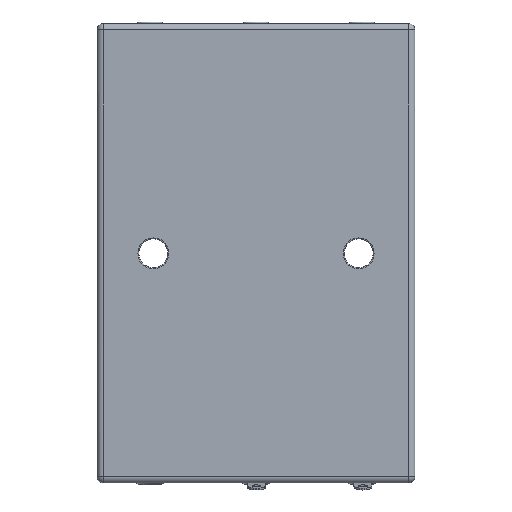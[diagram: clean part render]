
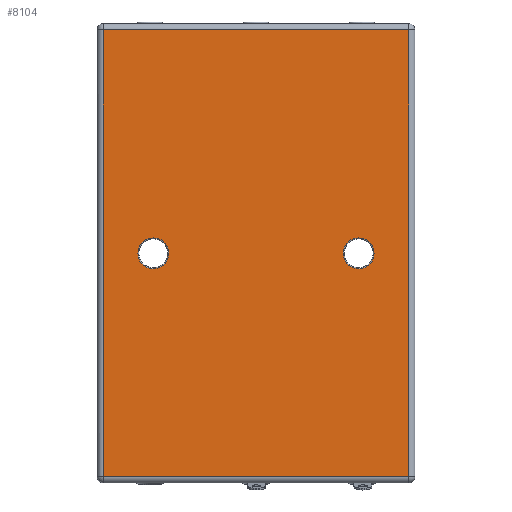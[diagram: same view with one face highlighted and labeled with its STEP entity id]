
A CAD part, front view. The second image highlights one B-rep face of the part: STEP entity #8104.
In plain terms, the highlighted planar face has unit normal (0, -1, 0).
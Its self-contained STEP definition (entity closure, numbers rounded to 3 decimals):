
#8039=CARTESIAN_POINT('',(9.884,0.0,26.0));
#8040=VERTEX_POINT('',#8039);
#8041=CARTESIAN_POINT('',(11.625,0.0,26.0));
#8042=DIRECTION('',(0.0,-1.0,0.0));
#8043=DIRECTION('',(1.0,0.0,0.0));
#8044=AXIS2_PLACEMENT_3D('',#8041,#8042,#8043);
#8045=CIRCLE('',#8044,1.741);
#8046=EDGE_CURVE('',#8040,#8040,#8045,.T.);
#8051=CARTESIAN_POINT('',(0.0,0.0,0.0));
#8052=DIRECTION('',(0.0,-1.0,0.0));
#8053=DIRECTION('',(0.0,0.0,-1.0));
#8054=AXIS2_PLACEMENT_3D('',#8051,#8052,#8053);
#8055=PLANE('',#8054);
#8056=CARTESIAN_POINT('',(17.3,0.0,0.7));
#8057=VERTEX_POINT('',#8056);
#8058=CARTESIAN_POINT('',(-17.3,0.0,0.7));
#8059=VERTEX_POINT('',#8058);
#8060=CARTESIAN_POINT('',(17.3,0.0,0.7));
#8061=DIRECTION('',(-1.0,0.0,0.0));
#8062=VECTOR('',#8061,34.6);
#8063=LINE('',#8060,#8062);
#8064=EDGE_CURVE('',#8057,#8059,#8063,.T.);
#8065=ORIENTED_EDGE('',*,*,#8064,.F.);
#8066=CARTESIAN_POINT('',(17.3,0.0,51.3));
#8067=VERTEX_POINT('',#8066);
#8068=CARTESIAN_POINT('',(17.3,0.0,51.3));
#8069=DIRECTION('',(0.0,0.0,-1.0));
#8070=VECTOR('',#8069,50.6);
#8071=LINE('',#8068,#8070);
#8072=EDGE_CURVE('',#8067,#8057,#8071,.T.);
#8073=ORIENTED_EDGE('',*,*,#8072,.F.);
#8074=CARTESIAN_POINT('',(-17.3,0.0,51.3));
#8075=VERTEX_POINT('',#8074);
#8076=CARTESIAN_POINT('',(-17.3,0.0,51.3));
#8077=DIRECTION('',(1.0,0.0,0.0));
#8078=VECTOR('',#8077,34.6);
#8079=LINE('',#8076,#8078);
#8080=EDGE_CURVE('',#8075,#8067,#8079,.T.);
#8081=ORIENTED_EDGE('',*,*,#8080,.F.);
#8082=CARTESIAN_POINT('',(-17.3,0.0,0.7));
#8083=DIRECTION('',(0.0,0.0,1.0));
#8084=VECTOR('',#8083,50.6);
#8085=LINE('',#8082,#8084);
#8086=EDGE_CURVE('',#8059,#8075,#8085,.T.);
#8087=ORIENTED_EDGE('',*,*,#8086,.F.);
#8088=EDGE_LOOP('',(#8065,#8073,#8081,#8087));
#8089=FACE_OUTER_BOUND('',#8088,.T.);
#8090=CARTESIAN_POINT('',(-13.366,0.0,26.0));
#8091=VERTEX_POINT('',#8090);
#8092=CARTESIAN_POINT('',(-11.625,0.0,26.0));
#8093=DIRECTION('',(0.0,-1.0,0.0));
#8094=DIRECTION('',(1.0,0.0,0.0));
#8095=AXIS2_PLACEMENT_3D('',#8092,#8093,#8094);
#8096=CIRCLE('',#8095,1.741);
#8097=EDGE_CURVE('',#8091,#8091,#8096,.T.);
#8098=ORIENTED_EDGE('',*,*,#8097,.F.);
#8099=EDGE_LOOP('',(#8098));
#8100=FACE_BOUND('',#8099,.T.);
#8101=ORIENTED_EDGE('',*,*,#8046,.F.);
#8102=EDGE_LOOP('',(#8101));
#8103=FACE_BOUND('',#8102,.T.);
#8104=ADVANCED_FACE('',(#8089,#8100,#8103),#8055,.T.);
